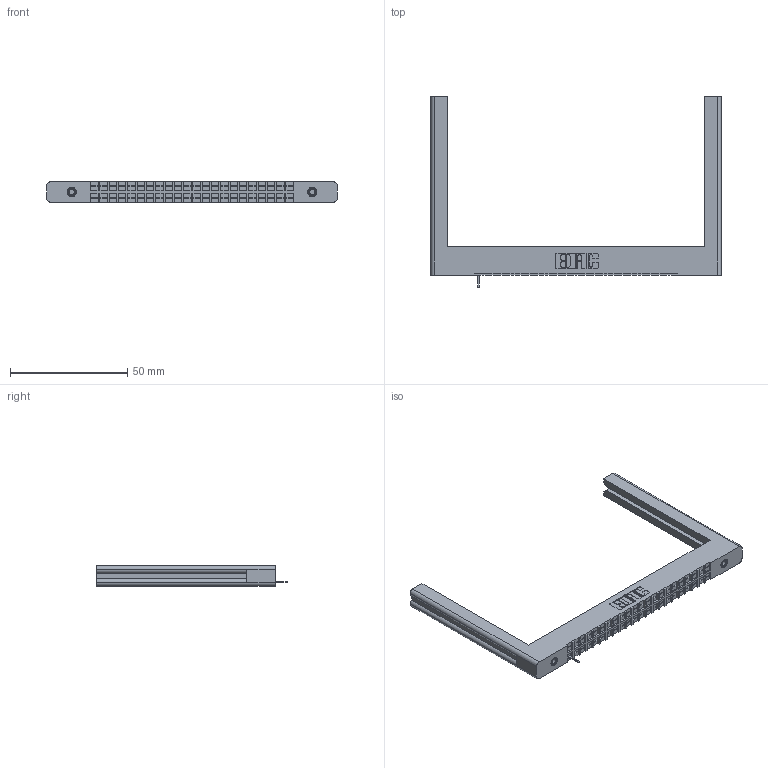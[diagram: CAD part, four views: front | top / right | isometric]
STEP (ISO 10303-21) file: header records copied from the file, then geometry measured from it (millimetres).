
FILE_DESCRIPTION (( 'STEP AP203' ), '1' );
FILE_NAME ('322-022-531-458.STEP', '2018-08-01T11:19:05', ( '' ), ( '' ), 'SwSTEP 2.0', 'SolidWorks 2016', '' );
FILE_SCHEMA (( 'CONFIG_CONTROL_DESIGN' ));
Length unit declared in the file: inch
Products named in the file (4): 322 Part; 307-290-001_531; 307-250-006-100_307-250-006-100; 322-022-531-458
Assembly tree (4 placements, depth 2):
  322-022-531-458
    322 Part
    307-290-001_531
    307-250-006-100_307-250-006-100  x2
Bounding box: 123.83 x 81.61 x 8.71 mm (x, y, z)
Volume: 15546.6 mm3; surface area: 14334.6 mm2
Topology: 4 solids, 4 shells, 637 faces, 1983 edges, 1318 vertices
Faces by surface type: plane 516, cylinder 117, cone 4
Entity records: 22223 total; most frequent: ORIENTED_EDGE 3934, CARTESIAN_POINT 3911, DIRECTION 3467, EDGE_CURVE 1967, LINE 1739, VECTOR 1739, VERTEX_POINT 1308, AXIS2_PLACEMENT_3D 864
